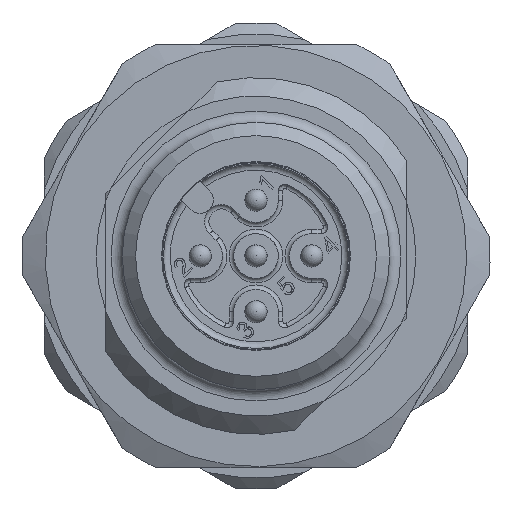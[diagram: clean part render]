
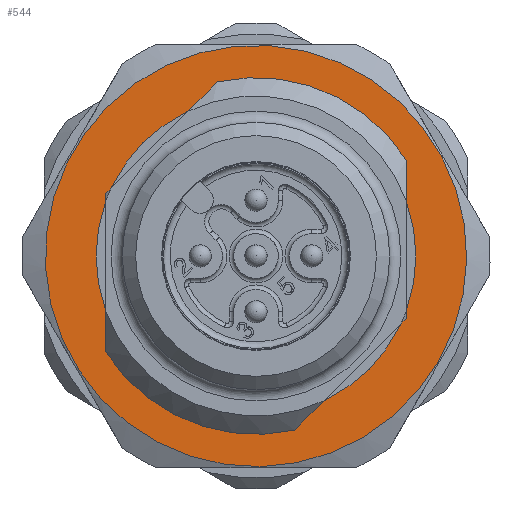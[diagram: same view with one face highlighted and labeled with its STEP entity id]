
A CAD part, front view. The second image highlights one B-rep face of the part: STEP entity #544.
In plain terms, the highlighted planar face has unit normal (0, -1, 0).
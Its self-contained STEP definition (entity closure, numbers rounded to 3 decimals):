
#116=FACE_BOUND('',#1107,.T.);
#117=FACE_BOUND('',#1108,.T.);
#426=PLANE('',#4709);
#544=ADVANCED_FACE('',(#116,#117),#426,.T.);
#1107=EDGE_LOOP('',(#2181));
#1108=EDGE_LOOP('',(#2182,#2183,#2184,#2185,#2186,#2187,#2188,#2189,#2190,
#2191,#2192,#2193,#2194,#2195));
#1444=LINE('',#6471,#1747);
#1446=LINE('',#6474,#1749);
#1452=LINE('',#6490,#1755);
#1453=LINE('',#6491,#1756);
#1459=LINE('',#6507,#1762);
#1461=LINE('',#6510,#1764);
#1466=LINE('',#6524,#1769);
#1467=LINE('',#6525,#1770);
#1747=VECTOR('',#5204,1.);
#1749=VECTOR('',#5206,1.);
#1755=VECTOR('',#5214,1.);
#1756=VECTOR('',#5215,1.);
#1762=VECTOR('',#5223,1.);
#1764=VECTOR('',#5225,1.);
#1769=VECTOR('',#5232,1.);
#1770=VECTOR('',#5233,1.);
#2181=ORIENTED_EDGE('',*,*,#3875,.F.);
#2182=ORIENTED_EDGE('',*,*,#3876,.F.);
#2183=ORIENTED_EDGE('',*,*,#3848,.T.);
#2184=ORIENTED_EDGE('',*,*,#3855,.T.);
#2185=ORIENTED_EDGE('',*,*,#3877,.F.);
#2186=ORIENTED_EDGE('',*,*,#3856,.T.);
#2187=ORIENTED_EDGE('',*,*,#3813,.F.);
#2188=ORIENTED_EDGE('',*,*,#3871,.F.);
#2189=ORIENTED_EDGE('',*,*,#3878,.F.);
#2190=ORIENTED_EDGE('',*,*,#3872,.F.);
#2191=ORIENTED_EDGE('',*,*,#3863,.F.);
#2192=ORIENTED_EDGE('',*,*,#3879,.F.);
#2193=ORIENTED_EDGE('',*,*,#3865,.F.);
#2194=ORIENTED_EDGE('',*,*,#3835,.F.);
#2195=ORIENTED_EDGE('',*,*,#3846,.T.);
#3368=VERTEX_POINT('',#6371);
#3370=VERTEX_POINT('',#6374);
#3385=VERTEX_POINT('',#6440);
#3386=VERTEX_POINT('',#6442);
#3394=VERTEX_POINT('',#6470);
#3395=VERTEX_POINT('',#6473);
#3396=VERTEX_POINT('',#6475);
#3400=VERTEX_POINT('',#6489);
#3401=VERTEX_POINT('',#6492);
#3405=VERTEX_POINT('',#6506);
#3406=VERTEX_POINT('',#6508);
#3407=VERTEX_POINT('',#6511);
#3410=VERTEX_POINT('',#6523);
#3411=VERTEX_POINT('',#6526);
#3413=VERTEX_POINT('',#6532);
#3813=EDGE_CURVE('',#3368,#3370,#4449,.T.);
#3835=EDGE_CURVE('',#3385,#3386,#4457,.T.);
#3846=EDGE_CURVE('',#3385,#3394,#1444,.T.);
#3848=EDGE_CURVE('',#3396,#3395,#1446,.T.);
#3855=EDGE_CURVE('',#3395,#3400,#1452,.T.);
#3856=EDGE_CURVE('',#3401,#3370,#1453,.T.);
#3863=EDGE_CURVE('',#3405,#3406,#1459,.T.);
#3865=EDGE_CURVE('',#3386,#3407,#1461,.T.);
#3871=EDGE_CURVE('',#3410,#3368,#1466,.T.);
#3872=EDGE_CURVE('',#3406,#3411,#1467,.T.);
#3875=EDGE_CURVE('',#3413,#3413,#4464,.T.);
#3876=EDGE_CURVE('',#3396,#3394,#4465,.T.);
#3877=EDGE_CURVE('',#3401,#3400,#4466,.T.);
#3878=EDGE_CURVE('',#3411,#3410,#4467,.T.);
#3879=EDGE_CURVE('',#3407,#3405,#4468,.T.);
#4449=CIRCLE('',#4672,8.);
#4457=CIRCLE('',#4686,8.);
#4464=CIRCLE('',#4704,9.45);
#4465=CIRCLE('',#4705,7.172);
#4466=CIRCLE('',#4706,7.172);
#4467=CIRCLE('',#4707,7.172);
#4468=CIRCLE('',#4708,7.172);
#4672=AXIS2_PLACEMENT_3D('',#6373,#5139,#5140);
#4686=AXIS2_PLACEMENT_3D('',#6441,#5173,#5174);
#4704=AXIS2_PLACEMENT_3D('',#6531,#5238,#5239);
#4705=AXIS2_PLACEMENT_3D('',#6533,#5240,#5241);
#4706=AXIS2_PLACEMENT_3D('',#6534,#5242,#5243);
#4707=AXIS2_PLACEMENT_3D('',#6535,#5244,#5245);
#4708=AXIS2_PLACEMENT_3D('',#6536,#5246,#5247);
#4709=AXIS2_PLACEMENT_3D('',#6537,#5248,#5249);
#5139=DIRECTION('',(0.,-1.,0.));
#5140=DIRECTION('',(0.,0.,1.));
#5173=DIRECTION('',(0.,-1.,0.));
#5174=DIRECTION('',(0.,0.,1.));
#5204=DIRECTION('',(0.,0.,-1.));
#5206=DIRECTION('',(0.,0.,-1.));
#5214=DIRECTION('',(-0.707,0.,-0.707));
#5215=DIRECTION('',(-0.707,0.,-0.707));
#5223=DIRECTION('',(-0.707,0.,-0.707));
#5225=DIRECTION('',(-0.707,0.,-0.707));
#5232=DIRECTION('',(0.,0.,-1.));
#5233=DIRECTION('',(0.,0.,-1.));
#5238=DIRECTION('',(0.,1.,0.));
#5239=DIRECTION('',(0.866,0.,-0.5));
#5240=DIRECTION('',(0.,-1.,0.));
#5241=DIRECTION('',(-0.866,0.,0.5));
#5242=DIRECTION('',(0.,-1.,0.));
#5243=DIRECTION('',(-0.866,0.,0.5));
#5244=DIRECTION('',(0.,-1.,0.));
#5245=DIRECTION('',(-0.866,0.,0.5));
#5246=DIRECTION('',(0.,-1.,0.));
#5247=DIRECTION('',(-0.866,0.,0.5));
#5248=DIRECTION('',(0.,-1.,0.));
#5249=DIRECTION('',(0.866,0.,-0.5));
#6371=CARTESIAN_POINT('',(12.5,-6.25,-4.294));
#6373=CARTESIAN_POINT('',(19.25,-6.25,0.));
#6374=CARTESIAN_POINT('',(20.987,-6.25,-7.809));
#6440=CARTESIAN_POINT('',(26.,-6.25,4.294));
#6441=CARTESIAN_POINT('',(19.25,-6.25,0.));
#6442=CARTESIAN_POINT('',(17.513,-6.25,7.809));
#6470=CARTESIAN_POINT('',(26.,-6.25,2.424));
#6471=CARTESIAN_POINT('',(26.,-6.25,5.744));
#6473=CARTESIAN_POINT('',(26.,-6.25,-2.796));
#6474=CARTESIAN_POINT('',(26.,-6.25,5.744));
#6475=CARTESIAN_POINT('',(26.,-6.25,-2.424));
#6489=CARTESIAN_POINT('',(25.737,-6.25,-3.059));
#6490=CARTESIAN_POINT('',(26.,-6.25,-2.796));
#6491=CARTESIAN_POINT('',(26.,-6.25,-2.796));
#6492=CARTESIAN_POINT('',(22.309,-6.25,-6.487));
#6506=CARTESIAN_POINT('',(12.763,-6.25,3.059));
#6507=CARTESIAN_POINT('',(18.539,-6.25,8.835));
#6508=CARTESIAN_POINT('',(12.5,-6.25,2.796));
#6510=CARTESIAN_POINT('',(18.539,-6.25,8.835));
#6511=CARTESIAN_POINT('',(16.191,-6.25,6.487));
#6523=CARTESIAN_POINT('',(12.5,-6.25,-2.424));
#6524=CARTESIAN_POINT('',(12.5,-6.25,2.796));
#6525=CARTESIAN_POINT('',(12.5,-6.25,2.796));
#6526=CARTESIAN_POINT('',(12.5,-6.25,2.424));
#6531=CARTESIAN_POINT('',(19.25,-6.25,0.));
#6532=CARTESIAN_POINT('',(27.434,-6.25,-4.725));
#6533=CARTESIAN_POINT('',(19.25,-6.25,0.));
#6534=CARTESIAN_POINT('',(19.25,-6.25,0.));
#6535=CARTESIAN_POINT('',(19.25,-6.25,0.));
#6536=CARTESIAN_POINT('',(19.25,-6.25,0.));
#6537=CARTESIAN_POINT('',(19.25,-6.25,0.));
